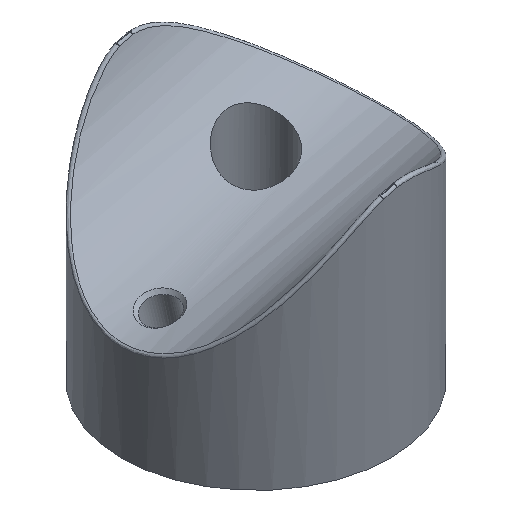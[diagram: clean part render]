
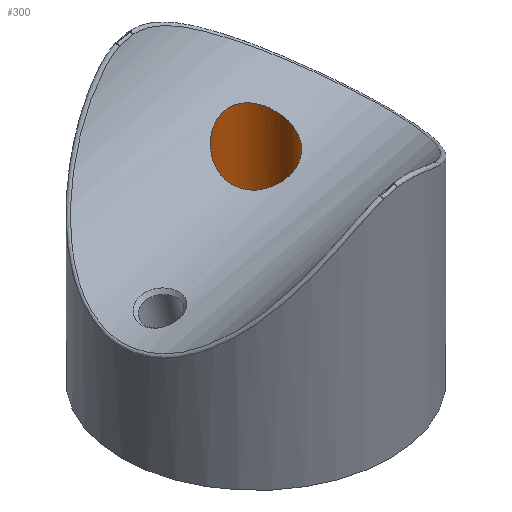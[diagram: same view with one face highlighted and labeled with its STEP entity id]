
A CAD part, isometric view. The second image highlights one B-rep face of the part: STEP entity #300.
In plain terms, the highlighted cylindrical face has radius 3 mm (diameter 6 mm), a full revolution.
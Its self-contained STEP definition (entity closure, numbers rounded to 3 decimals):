
#23=CIRCLE('',#345,3.);
#53=CYLINDRICAL_SURFACE('',#344,3.);
#62=B_SPLINE_CURVE_WITH_KNOTS('',3,(#1047,#1048,#1049,#1050,#1051,#1052,
#1053,#1054,#1055,#1056),.UNSPECIFIED.,.F.,.F.,(4,2,2,2,4),(0.,0.112,
0.223,0.346,0.468),.UNSPECIFIED.);
#63=B_SPLINE_CURVE_WITH_KNOTS('',3,(#1057,#1058,#1059,#1060,#1061,#1062,
#1063,#1064,#1065,#1066,#1067,#1068,#1069,#1070,#1071,#1072,#1073,#1074,
#1075,#1076,#1077,#1078,#1079,#1080,#1081,#1082),.UNSPECIFIED.,.F.,.F.,
(4,2,2,2,2,2,2,2,2,2,2,2,4),(0.468,0.588,0.707,
0.824,0.941,1.058,1.175,1.289,
1.403,1.532,1.661,1.786,1.911),
 .UNSPECIFIED.);
#71=FACE_OUTER_BOUND('',#96,.T.);
#96=EDGE_LOOP('',(#222,#223,#224,#225,#226));
#124=LINE('',#1087,#134);
#134=VECTOR('',#395,3.);
#147=VERTEX_POINT('',#1045);
#148=VERTEX_POINT('',#1046);
#149=VERTEX_POINT('',#1085);
#173=EDGE_CURVE('',#147,#148,#62,.T.);
#174=EDGE_CURVE('',#148,#147,#63,.T.);
#175=EDGE_CURVE('',#149,#149,#23,.T.);
#176=EDGE_CURVE('',#149,#148,#124,.T.);
#222=ORIENTED_EDGE('',*,*,#175,.F.);
#223=ORIENTED_EDGE('',*,*,#176,.T.);
#224=ORIENTED_EDGE('',*,*,#173,.F.);
#225=ORIENTED_EDGE('',*,*,#174,.F.);
#226=ORIENTED_EDGE('',*,*,#176,.F.);
#300=ADVANCED_FACE('',(#71),#53,.F.);
#344=AXIS2_PLACEMENT_3D('',#1084,#391,#392);
#345=AXIS2_PLACEMENT_3D('',#1086,#393,#394);
#391=DIRECTION('center_axis',(0.,0.,1.));
#392=DIRECTION('ref_axis',(-1.,0.,0.));
#393=DIRECTION('center_axis',(0.,0.,1.));
#394=DIRECTION('ref_axis',(-1.,0.,0.));
#395=DIRECTION('',(0.,0.,1.));
#1045=CARTESIAN_POINT('',(4.243,7.243,15.942));
#1046=CARTESIAN_POINT('',(7.243,4.243,15.161));
#1047=CARTESIAN_POINT('Ctrl Pts',(4.243,7.243,15.942));
#1048=CARTESIAN_POINT('Ctrl Pts',(4.602,7.243,16.038));
#1049=CARTESIAN_POINT('Ctrl Pts',(4.995,7.173,16.092));
#1050=CARTESIAN_POINT('Ctrl Pts',(5.721,6.882,16.088));
#1051=CARTESIAN_POINT('Ctrl Pts',(6.054,6.661,16.031));
#1052=CARTESIAN_POINT('Ctrl Pts',(6.604,6.135,15.862));
#1053=CARTESIAN_POINT('Ctrl Pts',(6.846,5.789,15.734));
#1054=CARTESIAN_POINT('Ctrl Pts',(7.165,5.035,15.453));
#1055=CARTESIAN_POINT('Ctrl Pts',(7.243,4.626,15.301));
#1056=CARTESIAN_POINT('Ctrl Pts',(7.243,4.243,15.161));
#1057=CARTESIAN_POINT('Ctrl Pts',(7.243,4.243,15.161));
#1058=CARTESIAN_POINT('Ctrl Pts',(7.243,3.868,15.024));
#1059=CARTESIAN_POINT('Ctrl Pts',(7.168,3.466,14.88));
#1060=CARTESIAN_POINT('Ctrl Pts',(6.86,2.723,14.605));
#1061=CARTESIAN_POINT('Ctrl Pts',(6.627,2.383,14.473));
#1062=CARTESIAN_POINT('Ctrl Pts',(6.093,1.852,14.238));
#1063=CARTESIAN_POINT('Ctrl Pts',(5.757,1.623,14.117));
#1064=CARTESIAN_POINT('Ctrl Pts',(5.02,1.318,13.883));
#1065=CARTESIAN_POINT('Ctrl Pts',(4.619,1.243,13.769));
#1066=CARTESIAN_POINT('Ctrl Pts',(3.867,1.243,13.567));
#1067=CARTESIAN_POINT('Ctrl Pts',(3.464,1.317,13.466));
#1068=CARTESIAN_POINT('Ctrl Pts',(2.718,1.628,13.304));
#1069=CARTESIAN_POINT('Ctrl Pts',(2.375,1.863,13.243));
#1070=CARTESIAN_POINT('Ctrl Pts',(1.837,2.411,13.195));
#1071=CARTESIAN_POINT('Ctrl Pts',(1.608,2.754,13.205));
#1072=CARTESIAN_POINT('Ctrl Pts',(1.311,3.491,13.318));
#1073=CARTESIAN_POINT('Ctrl Pts',(1.243,3.885,13.423));
#1074=CARTESIAN_POINT('Ctrl Pts',(1.243,4.647,13.701));
#1075=CARTESIAN_POINT('Ctrl Pts',(1.328,5.058,13.9));
#1076=CARTESIAN_POINT('Ctrl Pts',(1.645,5.796,14.344));
#1077=CARTESIAN_POINT('Ctrl Pts',(1.876,6.123,14.589));
#1078=CARTESIAN_POINT('Ctrl Pts',(2.391,6.63,15.03));
#1079=CARTESIAN_POINT('Ctrl Pts',(2.711,6.852,15.262));
#1080=CARTESIAN_POINT('Ctrl Pts',(3.436,7.159,15.664));
#1081=CARTESIAN_POINT('Ctrl Pts',(3.841,7.243,15.834));
#1082=CARTESIAN_POINT('Ctrl Pts',(4.243,7.243,15.942));
#1084=CARTESIAN_POINT('Origin',(4.243,4.243,0.));
#1085=CARTESIAN_POINT('',(7.243,4.243,0.));
#1086=CARTESIAN_POINT('Origin',(4.243,4.243,0.));
#1087=CARTESIAN_POINT('',(7.243,4.243,0.));
